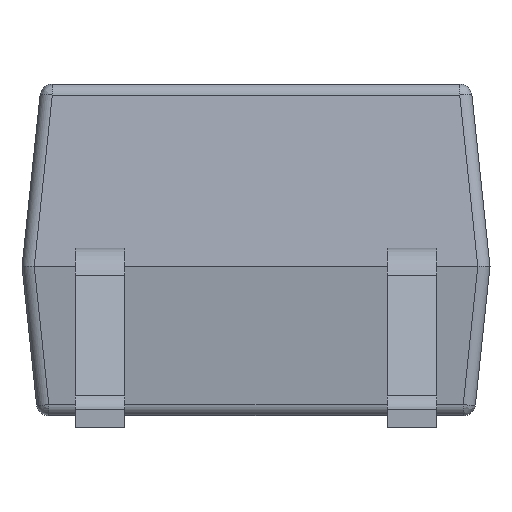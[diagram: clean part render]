
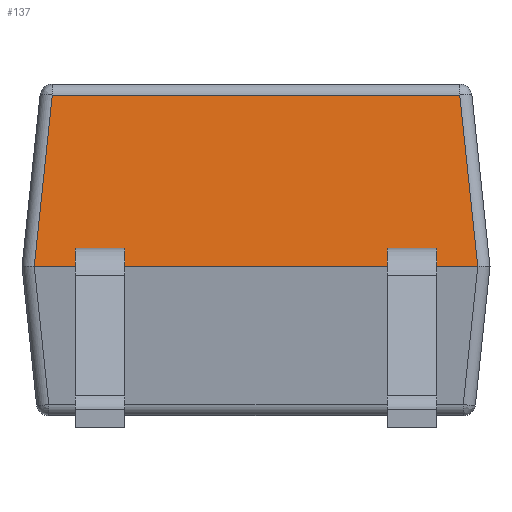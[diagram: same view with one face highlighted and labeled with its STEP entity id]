
A CAD part, front view. The second image highlights one B-rep face of the part: STEP entity #137.
In plain terms, the highlighted planar face has unit normal (0, -0.995, 0.104).
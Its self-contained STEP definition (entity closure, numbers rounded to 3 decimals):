
#137=ADVANCED_FACE('',(#985),#987,.T.);
#985=FACE_BOUND('',#986,.T.);
#986=EDGE_LOOP('',(#1768,#1769,#1770,#1771));
#987=PLANE('',#988);
#988=AXIS2_PLACEMENT_3D('',#989,#990,#991);
#989=CARTESIAN_POINT('',(-0.635,0.85,1.315));
#990=DIRECTION('',(0.,-0.995,0.105));
#991=DIRECTION('',(1.,0.,0.));
#1768=ORIENTED_EDGE('',*,*,#2203,.F.);
#1769=ORIENTED_EDGE('',*,*,#2204,.F.);
#1770=ORIENTED_EDGE('',*,*,#2205,.T.);
#1771=ORIENTED_EDGE('',*,*,#2206,.T.);
#2203=EDGE_CURVE('',#2443,#2444,#2445,.T.);
#2204=EDGE_CURVE('',#2446,#2443,#2447,.T.);
#2205=EDGE_CURVE('',#2446,#2448,#2449,.T.);
#2206=EDGE_CURVE('',#2448,#2444,#2450,.T.);
#2443=VERTEX_POINT('',#2861);
#2444=VERTEX_POINT('',#2862);
#2445=LINE('',#2863,#2864);
#2446=VERTEX_POINT('',#2866);
#2447=LINE('',#2867,#2868);
#2448=VERTEX_POINT('',#2870);
#2449=LINE('',#2871,#2872);
#2450=LINE('',#2874,#2875);
#2861=CARTESIAN_POINT('',(-0.389,0.997,2.71));
#2862=CARTESIAN_POINT('',(2.929,0.997,2.71));
#2863=CARTESIAN_POINT('',(-0.389,0.997,2.71));
#2864=VECTOR('',#2865,1.);
#2865=DIRECTION('',(1.,0.,0.));
#2866=CARTESIAN_POINT('',(-0.536,0.85,1.315));
#2867=CARTESIAN_POINT('',(-0.536,0.85,1.315));
#2868=VECTOR('',#2869,1.);
#2869=DIRECTION('',(0.104,0.104,0.989));
#2870=CARTESIAN_POINT('',(3.076,0.85,1.315));
#2871=CARTESIAN_POINT('',(-0.536,0.85,1.315));
#2872=VECTOR('',#2873,1.);
#2873=DIRECTION('',(1.,0.,0.));
#2874=CARTESIAN_POINT('',(3.076,0.85,1.315));
#2875=VECTOR('',#2876,1.);
#2876=DIRECTION('',(-0.104,0.104,0.989));
